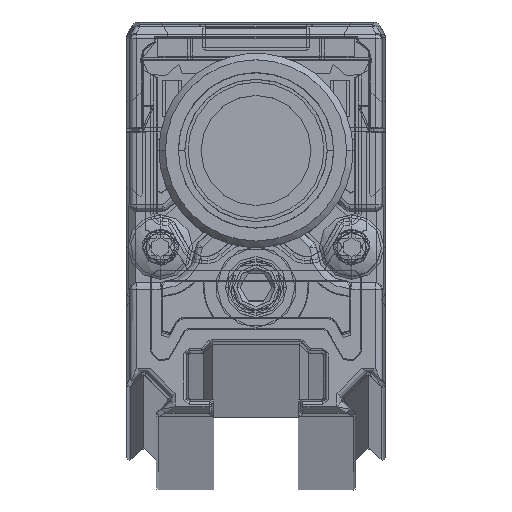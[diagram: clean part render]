
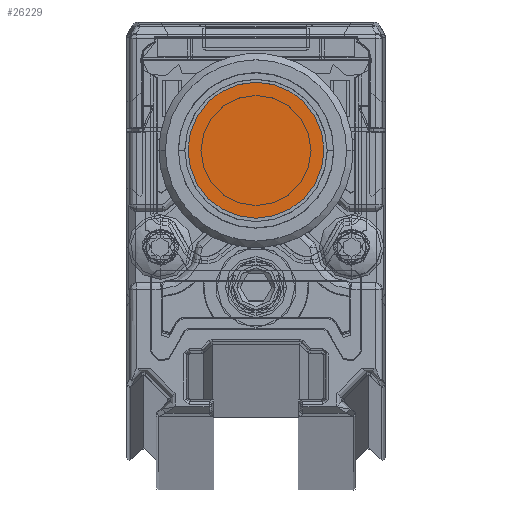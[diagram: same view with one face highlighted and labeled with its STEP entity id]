
A CAD part, top view. The second image highlights one B-rep face of the part: STEP entity #26229.
In plain terms, the highlighted face is planar.
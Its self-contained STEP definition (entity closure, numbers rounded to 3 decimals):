
#25429=CARTESIAN_POINT('',(0.,0.,0.));
#25430=DIRECTION('',(0.,-1.,0.));
#25431=DIRECTION('',(1.,0.,0.));
#25432=AXIS2_PLACEMENT_3D('',#25429,#25430,#25431);
#25434=CARTESIAN_POINT('',(0.,0.,0.));
#25435=DIRECTION('',(0.,-1.,0.));
#25436=DIRECTION('',(-1.,0.,0.));
#25437=AXIS2_PLACEMENT_3D('',#25434,#25435,#25436);
#25535=CARTESIAN_POINT('',(-5.25,0.,0.));
#25536=VERTEX_POINT('',#25535);
#25537=CARTESIAN_POINT('',(5.25,0.,0.));
#25538=VERTEX_POINT('',#25537);
#26220=CARTESIAN_POINT('',(0.,0.,0.));
#26221=DIRECTION('',(0.,-1.,0.));
#26222=DIRECTION('',(1.,0.,0.));
#26223=AXIS2_PLACEMENT_3D('',#26220,#26221,#26222);
#26224=PLANE('',#26223);
#26225=ORIENTED_EDGE('',*,*,#26206,.T.);
#26226=ORIENTED_EDGE('',*,*,#26188,.T.);
#26227=EDGE_LOOP('',(#26225,#26226));
#26228=FACE_OUTER_BOUND('',#26227,.F.);
#26229=ADVANCED_FACE('',(#26228),#26224,.F.);
#25433=CIRCLE('',#25432,5.25);
#25438=CIRCLE('',#25437,5.25);
#26188=EDGE_CURVE('',#25536,#25538,#25438,.T.);
#26206=EDGE_CURVE('',#25538,#25536,#25433,.T.);
